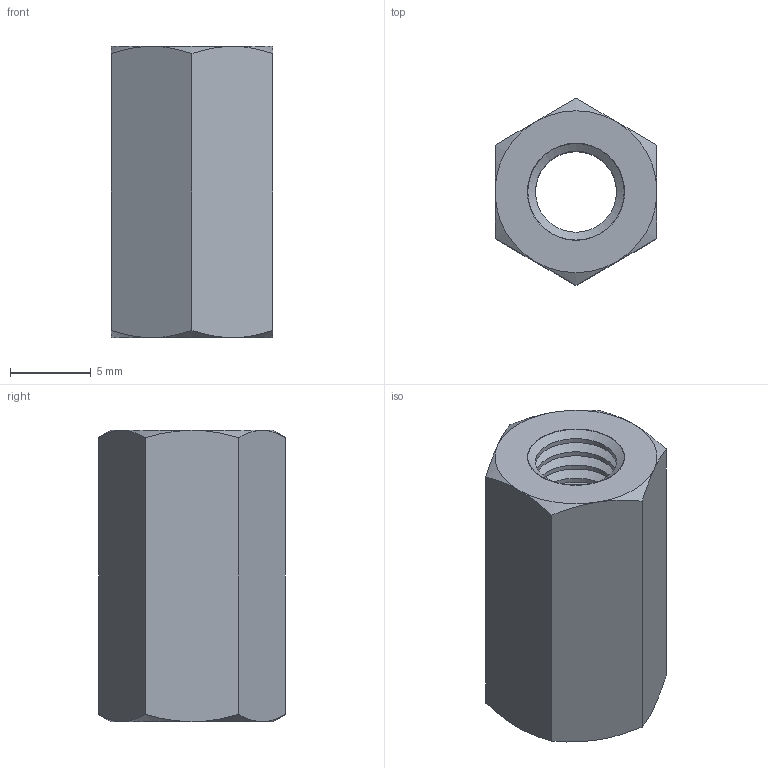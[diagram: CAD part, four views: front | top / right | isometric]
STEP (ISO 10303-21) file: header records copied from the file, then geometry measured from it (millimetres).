
FILE_DESCRIPTION (( 'STEP AP203' ), '1' );
FILE_NAME ('CLP1M-GS-6 Ãàéêà ñîåäèíèòåëüíàÿ Ì6.STEP', '2016-02-09T13:32:44', ( '' ), ( '' ), 'SwSTEP 2.0', 'SolidWorks 2014', '' );
FILE_SCHEMA (( 'CONFIG_CONTROL_DESIGN' ));
Length unit declared in the file: millimetre
Products named in the file (1): CLP1M-GS-6 Ãàéêà ñîåäèíèòåëüíàÿ Ì6
Bounding box: 10 x 11.55 x 18 mm (x, y, z)
Volume: 1150 mm3; surface area: 1197 mm2
Topology: 1 solids, 1 shells, 77 faces, 159 edges, 84 vertices
Faces by surface type: cone 50, cylinder 19, plane 8
Full cylindrical faces by diameter (mm): 5 x18, 6 x1
Entity records: 1825 total; most frequent: CARTESIAN_POINT 380, DIRECTION 302, ORIENTED_EDGE 200, AXIS2_PLACEMENT_3D 148, EDGE_LOOP 136, EDGE_CURVE 100, FACE_OUTER_BOUND 96, VERTEX_POINT 82
